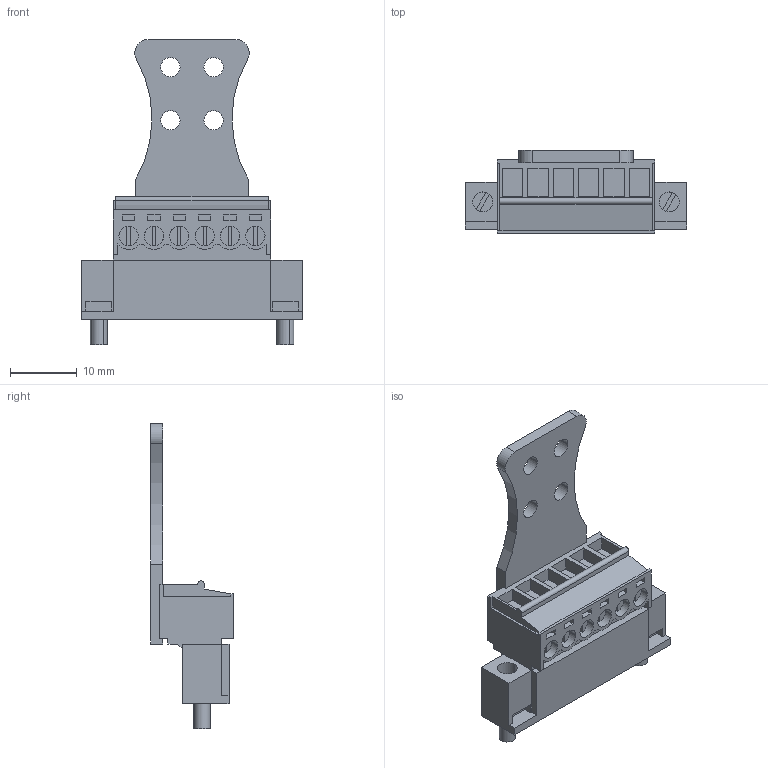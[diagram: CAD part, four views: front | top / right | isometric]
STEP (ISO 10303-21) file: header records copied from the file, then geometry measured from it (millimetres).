
FILE_DESCRIPTION(('CATIA V5 STEP Exchange','CAx-IF Rec.Pracs.--- Model Styling and Organization---1.2---2011-12-15'),'2;1');
FILE_NAME ('D1450110_0', '2018-05-11T14:35:40+00:00', ('none'), ('Weidmueller'), 'CATIA Version 5-6 Release 2014', 'CATIA V5 STEP AP214', 'none');
FILE_SCHEMA(('AUTOMOTIVE_DESIGN { 1 0 10303 214 1 1 1 1 }'));
Length unit declared in the file: millimetre
Products named in the file (1): 1237570000
Bounding box: 33.25 x 12.45 x 45.85 mm (x, y, z)
Volume: 3960.4 mm3; surface area: 5537.4 mm2
Topology: 18 solids, 18 shells, 469 faces, 1207 edges, 806 vertices
Faces by surface type: plane 388, cylinder 81
Entity records: 13622 total; most frequent: CARTESIAN_POINT 2437, ORIENTED_EDGE 2414, DIRECTION 1773, EDGE_CURVE 1207, VECTOR 977, LINE 977, VERTEX_POINT 806, EDGE_LOOP 521
